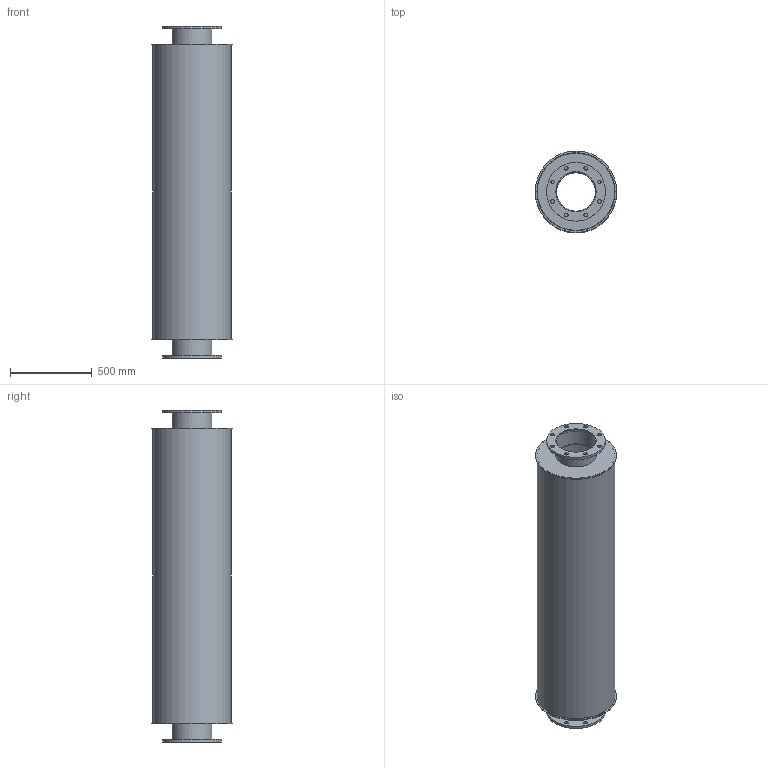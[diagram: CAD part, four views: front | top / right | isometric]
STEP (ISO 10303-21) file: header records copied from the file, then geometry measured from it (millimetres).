
FILE_DESCRIPTION(/* description */ (''),/* implementation_level */ '2;1');
FILE_NAME(/* name */ 'HD 09.stp',/* time_stamp */ '2014-10-13T16:20:46+02:00',/* author */ ('Tekenkamer'),/* organization */ (''),/* preprocessor_version */ 'ST-DEVELOPER v15.6',/* originating_system */ 'Autodesk Inventor 2015',/* authorisation */ '');
FILE_SCHEMA (('AUTOMOTIVE_DESIGN { 1 0 10303 214 3 1 1 }'));
Length unit declared in the file: millimetre
Products named in the file (1): MAAT3D
Bounding box: 498 x 498 x 2030 mm (x, y, z)
Volume: 11374865.1 mm3; surface area: 6614491.4 mm2
Topology: 7 solids, 7 shells, 44 faces, 90 edges, 60 vertices
Faces by surface type: cylinder 30, plane 14
Full cylindrical faces by diameter (mm): 22 x16, 238 x2, 244 x2, 246 x4, 360 x2, 472 x1, 478 x1, 498 x2
Entity records: 1161 total; most frequent: DIRECTION 210, CARTESIAN_POINT 165, EDGE_LOOP 120, ORIENTED_EDGE 120, AXIS2_PLACEMENT_3D 105, FACE_BOUND 76, CIRCLE 60, VERTEX_POINT 60
